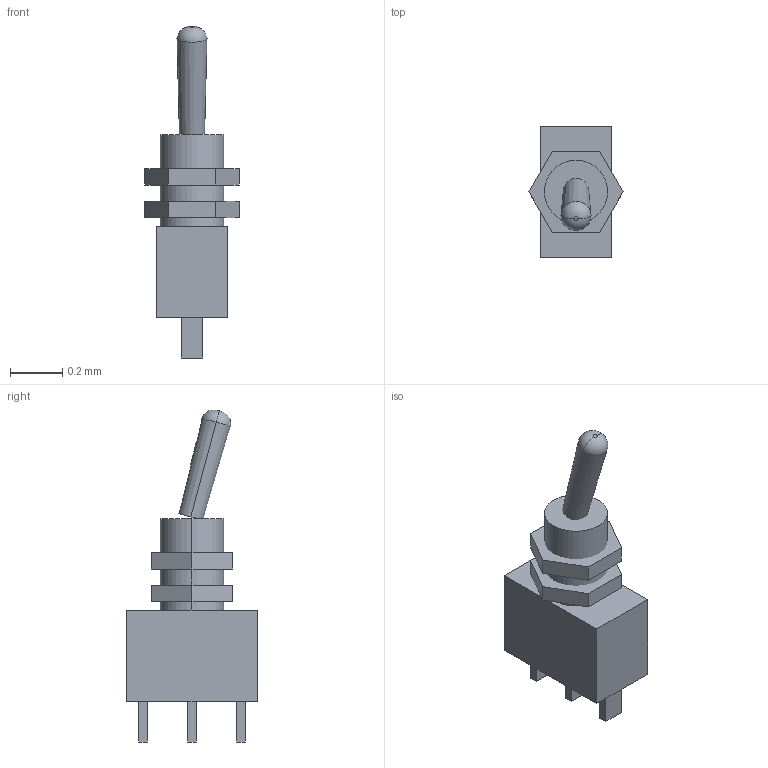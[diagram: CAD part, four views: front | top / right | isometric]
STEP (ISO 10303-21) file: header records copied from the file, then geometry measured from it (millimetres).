
FILE_DESCRIPTION( ( 'STEP AP214' ), '1' );
FILE_NAME( 'tmp0.stp', '2013-09-03T16:11:29', ( ' ' ), ( ' ' ), 'XStep 1.0', ' ', ' ' );
FILE_SCHEMA( ( 'automotive_design' ) );
Length unit declared in the file: millimetre
Products named in the file (8): 1; 2; 3; 4; 5; 6; 7; 8
Bounding box: 0.36 x 0.5 x 1.27 mm (x, y, z)
Volume: 0.1 mm3; surface area: 1.9 mm2
Topology: 8 solids, 8 shells, 50 faces, 100 edges, 66 vertices
Faces by surface type: plane 44, cylinder 2, torus 2, cone 2
Entity records: 2695 total; most frequent: DIRECTION 228, STYLED_ITEM 224, PRESENTATION_STYLE_ASSIGNMENT 224, CARTESIAN_POINT 224, COLOUR_RGB 224, ORIENTED_EDGE 200, EDGE_CURVE 100, CURVE_STYLE 100
